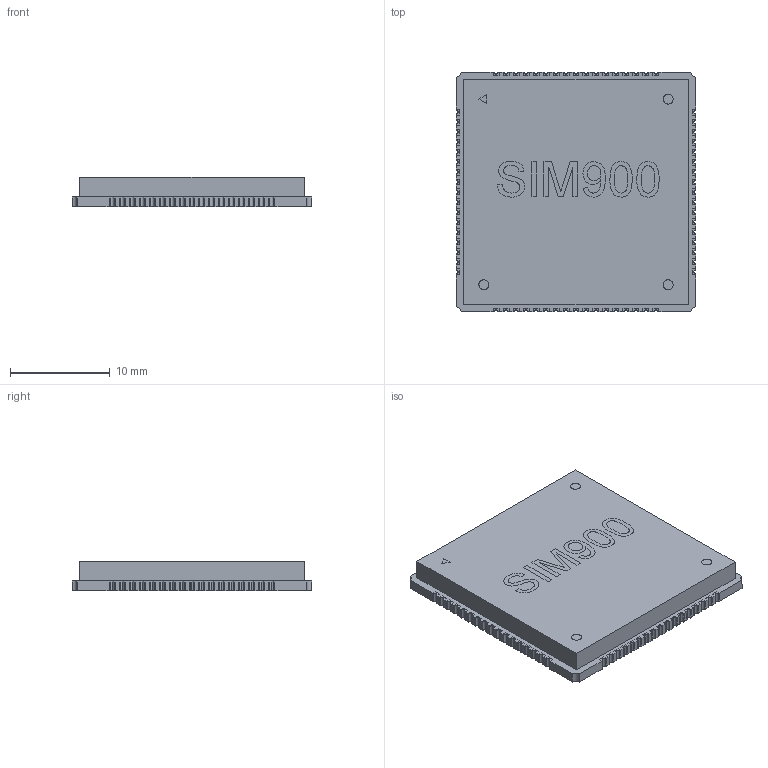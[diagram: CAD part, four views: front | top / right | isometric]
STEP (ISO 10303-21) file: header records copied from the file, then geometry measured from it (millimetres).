
FILE_DESCRIPTION (( 'STEP AP214' ), '1' );
FILE_NAME ('SIM900.STEP', '2013-02-06T12:23:38', ( 'Master' ), ( '' ), 'SwSTEP 2.0', 'SolidWorks 2010', '' );
FILE_SCHEMA (( 'AUTOMOTIVE_DESIGN' ));
Length unit declared in the file: millimetre
Products named in the file (1): SIM900
Bounding box: 24 x 24 x 3 mm (x, y, z)
Volume: 1584.5 mm3; surface area: 1432.3 mm2
Topology: 1 solids, 1 shells, 521 faces, 1457 edges, 952 vertices
Faces by surface type: plane 432, cylinder 89
Entity records: 24331 total; most frequent: CARTESIAN_POINT 6392, ORIENTED_EDGE 2914, DIRECTION 1989, EDGE_CURVE 1457, VERTEX_POINT 952, AXIS2_PLACEMENT_3D 700, B_SPLINE_CURVE_WITH_KNOTS 690, VECTOR 589
